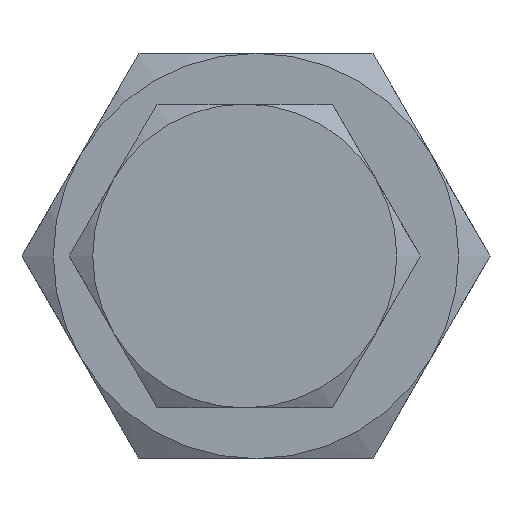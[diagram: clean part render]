
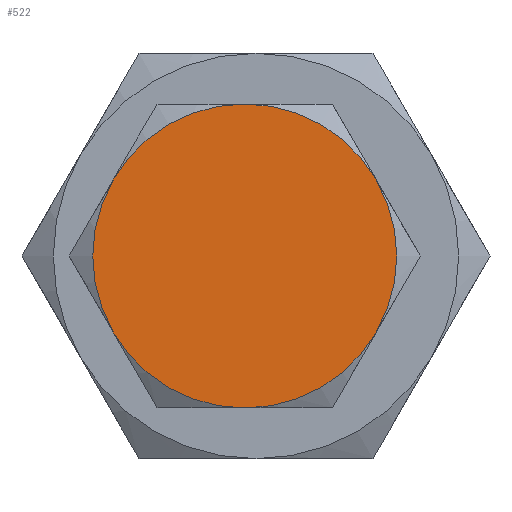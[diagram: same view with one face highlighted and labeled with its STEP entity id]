
A CAD part, left-side view. The second image highlights one B-rep face of the part: STEP entity #522.
In plain terms, the highlighted planar face has unit normal (-1, 0, 0).
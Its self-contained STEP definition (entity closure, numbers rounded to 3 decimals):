
#104=PLANE($,#584);
#153=FACE_OUTER_BOUND($,#199,.T.);
#199=EDGE_LOOP($,(#467,#468,#469,#470,#471,#472));
#214=CIRCLE($,#564,13.5);
#215=CIRCLE($,#566,13.5);
#216=CIRCLE($,#568,13.5);
#217=CIRCLE($,#570,13.5);
#218=CIRCLE($,#572,13.5);
#219=CIRCLE($,#574,13.5);
#253=VERTEX_POINT($,#848);
#255=VERTEX_POINT($,#853);
#257=VERTEX_POINT($,#860);
#258=VERTEX_POINT($,#869);
#261=VERTEX_POINT($,#880);
#262=VERTEX_POINT($,#889);
#311=EDGE_CURVE($,#255,#253,#214,.T.);
#315=EDGE_CURVE($,#257,#255,#215,.T.);
#317=EDGE_CURVE($,#253,#258,#216,.T.);
#321=EDGE_CURVE($,#261,#257,#217,.T.);
#323=EDGE_CURVE($,#258,#262,#218,.T.);
#326=EDGE_CURVE($,#262,#261,#219,.T.);
#467=ORIENTED_EDGE($,*,*,#311,.T.);
#468=ORIENTED_EDGE($,*,*,#317,.T.);
#469=ORIENTED_EDGE($,*,*,#323,.T.);
#470=ORIENTED_EDGE($,*,*,#326,.T.);
#471=ORIENTED_EDGE($,*,*,#321,.T.);
#472=ORIENTED_EDGE($,*,*,#315,.T.);
#522=ADVANCED_FACE($,(#153),#104,.F.);
#564=AXIS2_PLACEMENT_3D($,#854,#677,#678);
#566=AXIS2_PLACEMENT_3D($,#867,#681,#682);
#568=AXIS2_PLACEMENT_3D($,#874,#685,#686);
#570=AXIS2_PLACEMENT_3D($,#887,#689,#690);
#572=AXIS2_PLACEMENT_3D($,#894,#693,#694);
#574=AXIS2_PLACEMENT_3D($,#903,#697,#698);
#584=AXIS2_PLACEMENT_3D($,#923,#723,#724);
#677=DIRECTION('center_axis',(-1.,0.,0.));
#678=DIRECTION('ref_axis',(0.,-1.,0.));
#681=DIRECTION('center_axis',(-1.,0.,0.));
#682=DIRECTION('ref_axis',(0.,-1.,0.));
#685=DIRECTION('center_axis',(-1.,0.,0.));
#686=DIRECTION('ref_axis',(0.,-1.,0.));
#689=DIRECTION('center_axis',(-1.,0.,0.));
#690=DIRECTION('ref_axis',(0.,-1.,0.));
#693=DIRECTION('center_axis',(-1.,0.,0.));
#694=DIRECTION('ref_axis',(0.,-1.,0.));
#697=DIRECTION('center_axis',(-1.,0.,0.));
#698=DIRECTION('ref_axis',(0.,-1.,0.));
#723=DIRECTION('center_axis',(1.,0.,0.));
#724=DIRECTION('ref_axis',(0.,0.,-1.));
#848=CARTESIAN_POINT('',(-45.,12.691,-6.75));
#853=CARTESIAN_POINT('',(-45.,12.691,6.75));
#854=CARTESIAN_POINT('Origin',(-45.,1.,0.));
#860=CARTESIAN_POINT('',(-45.,1.,13.5));
#867=CARTESIAN_POINT('Origin',(-45.,1.,0.));
#869=CARTESIAN_POINT('',(-45.,1.,-13.5));
#874=CARTESIAN_POINT('Origin',(-45.,1.,0.));
#880=CARTESIAN_POINT('',(-45.,-10.691,6.75));
#887=CARTESIAN_POINT('Origin',(-45.,1.,0.));
#889=CARTESIAN_POINT('',(-45.,-10.691,-6.75));
#894=CARTESIAN_POINT('Origin',(-45.,1.,0.));
#903=CARTESIAN_POINT('Origin',(-45.,1.,0.));
#923=CARTESIAN_POINT('Origin',(-45.,1.,0.));
